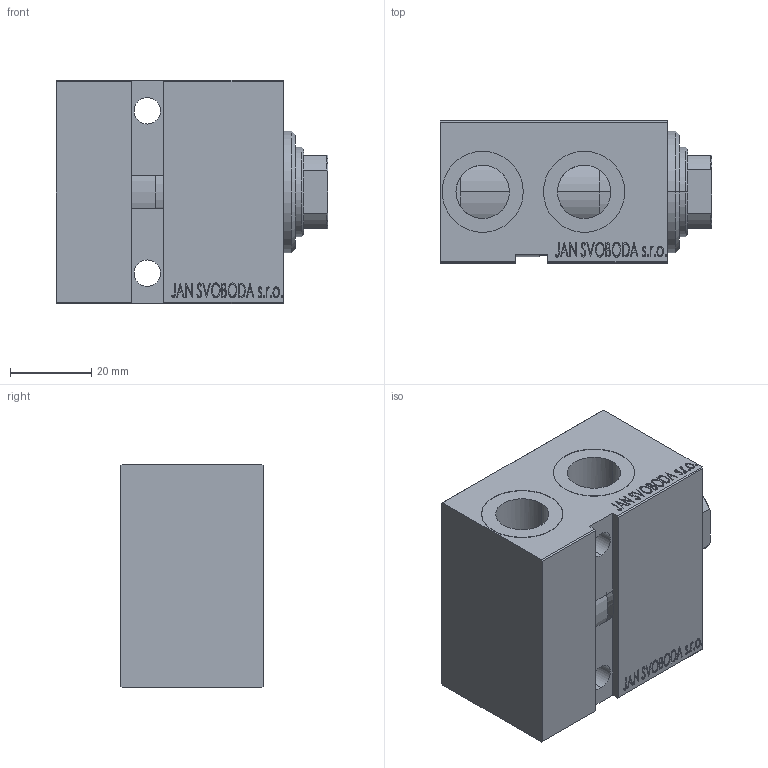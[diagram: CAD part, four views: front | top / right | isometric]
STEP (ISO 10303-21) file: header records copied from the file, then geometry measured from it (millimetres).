
FILE_DESCRIPTION (( 'STEP AP203' ), '1' );
FILE_NAME ('15ea.STEP', '2021-11-02T01:52:05', ( '' ), ( '' ), 'SwSTEP 2.0', 'SolidWorks 2019', '' );
FILE_SCHEMA (( 'CONFIG_CONTROL_DESIGN' ));
Length unit declared in the file: millimetre
Products named in the file (4): V450CM_E ee9f9f36ae96ccf506358608303a8227; V450CM_VC_B ee9f9f36ae96ccf506358608303a8227; 15ea; V450CM_E_VCP ee9f9f36ae96ccf506358608303a8227
Assembly tree (3 placements, depth 2):
  15ea
    V450CM_E ee9f9f36ae96ccf506358608303a8227
    V450CM_E_VCP ee9f9f36ae96ccf506358608303a8227
    V450CM_VC_B ee9f9f36ae96ccf506358608303a8227
Bounding box: 67 x 35 x 55 mm (x, y, z)
Volume: 99810.4 mm3; surface area: 33178.9 mm2
Topology: 3 solids, 3 shells, 855 faces, 2216 edges, 1469 vertices
Faces by surface type: plane 413, bspline 380, cylinder 50, cone 12
Entity records: 43518 total; most frequent: CARTESIAN_POINT 24704, ORIENTED_EDGE 4428, DIRECTION 2508, EDGE_CURVE 2214, VERTEX_POINT 1469, LINE 1322, VECTOR 1322, EDGE_LOOP 975
